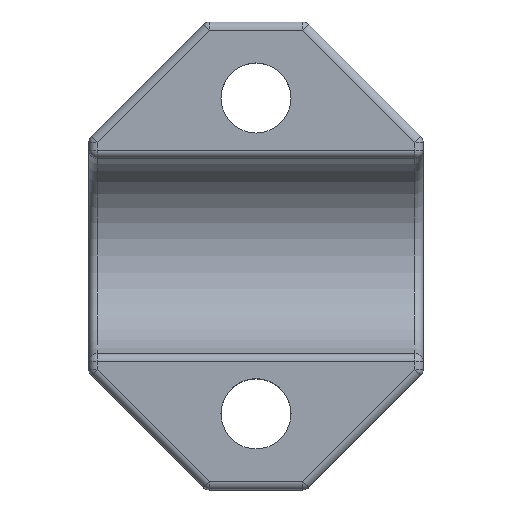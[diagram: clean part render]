
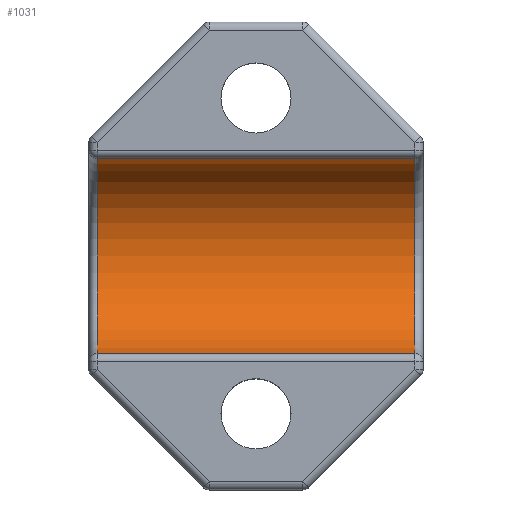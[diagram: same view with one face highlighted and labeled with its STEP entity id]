
A CAD part, top view. The second image highlights one B-rep face of the part: STEP entity #1031.
In plain terms, the highlighted cylindrical face has radius 6 mm (diameter 12 mm), a partial arc.
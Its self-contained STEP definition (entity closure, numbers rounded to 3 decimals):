
#89=CIRCLE('',#1164,6.);
#91=CIRCLE('',#1169,6.);
#150=FACE_OUTER_BOUND('',#216,.T.);
#216=EDGE_LOOP('',(#886,#887,#888,#889));
#279=LINE('',#1775,#353);
#283=LINE('',#1802,#357);
#353=VECTOR('',#1438,10.);
#357=VECTOR('',#1474,10.);
#478=VERTEX_POINT('',#1750);
#483=VERTEX_POINT('',#1765);
#487=VERTEX_POINT('',#1782);
#491=VERTEX_POINT('',#1794);
#607=EDGE_CURVE('',#478,#483,#279,.T.);
#619=EDGE_CURVE('',#483,#491,#89,.T.);
#621=EDGE_CURVE('',#491,#487,#283,.T.);
#625=EDGE_CURVE('',#487,#478,#91,.T.);
#886=ORIENTED_EDGE('',*,*,#607,.F.);
#887=ORIENTED_EDGE('',*,*,#625,.F.);
#888=ORIENTED_EDGE('',*,*,#621,.F.);
#889=ORIENTED_EDGE('',*,*,#619,.F.);
#974=CYLINDRICAL_SURFACE('',#1183,6.);
#1031=ADVANCED_FACE('',(#150),#974,.F.);
#1164=AXIS2_PLACEMENT_3D('',#1799,#1469,#1470);
#1169=AXIS2_PLACEMENT_3D('',#1808,#1483,#1484);
#1183=AXIS2_PLACEMENT_3D('',#1835,#1522,#1523);
#1438=DIRECTION('',(1.,0.,0.));
#1469=DIRECTION('center_axis',(-1.,0.,0.));
#1470=DIRECTION('ref_axis',(0.,0.,-1.));
#1474=DIRECTION('',(-1.,0.,0.));
#1483=DIRECTION('center_axis',(1.,0.,0.));
#1484=DIRECTION('ref_axis',(0.,0.,-1.));
#1522=DIRECTION('center_axis',(-1.,0.,0.));
#1523=DIRECTION('ref_axis',(0.,1.,0.));
#1750=CARTESIAN_POINT('',(0.5,19.838,8.615));
#1765=CARTESIAN_POINT('',(19.5,19.838,8.615));
#1775=CARTESIAN_POINT('',(20.,19.838,8.615));
#1782=CARTESIAN_POINT('',(0.5,8.162,8.615));
#1794=CARTESIAN_POINT('',(19.5,8.162,8.615));
#1799=CARTESIAN_POINT('Origin',(19.5,14.,10.));
#1802=CARTESIAN_POINT('',(20.,8.162,8.615));
#1808=CARTESIAN_POINT('Origin',(0.5,14.,10.));
#1835=CARTESIAN_POINT('Origin',(20.,14.,10.));
